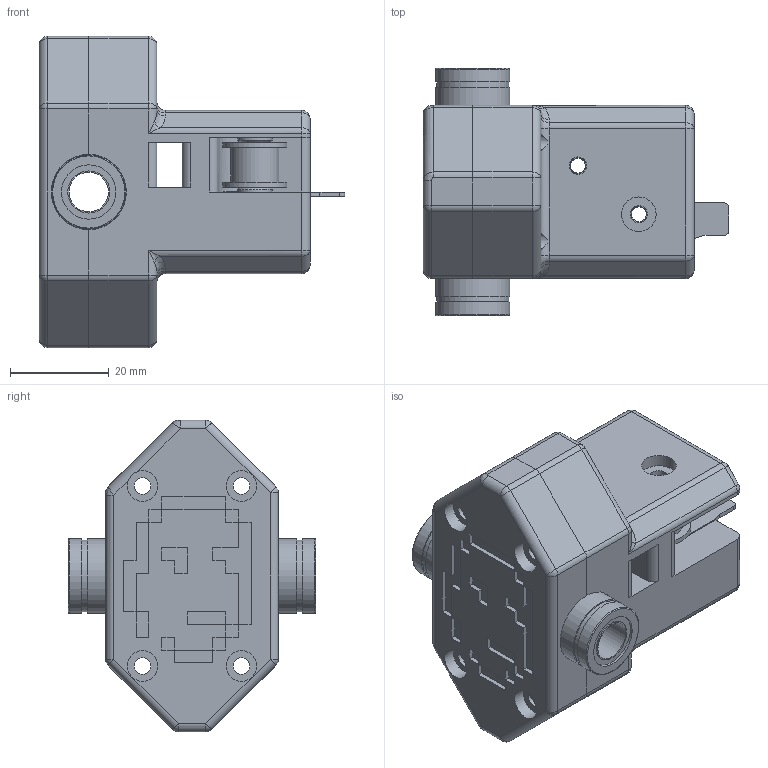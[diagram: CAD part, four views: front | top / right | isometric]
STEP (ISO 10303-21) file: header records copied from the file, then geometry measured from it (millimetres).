
FILE_DESCRIPTION(/* description */ (''),/* implementation_level */ '2;1');
FILE_NAME(/* name */ 'CARRO_Y_16T.step',/* time_stamp */ '2024-10-08T10:15:17-03:00',/* author */ (''),/* organization */ (''),/* preprocessor_version */ 'ST-DEVELOPER v20',/* originating_system */ 'Autodesk Translation Framework v13.20.0.188',/* authorisation */ '');
FILE_SCHEMA (('AUTOMOTIVE_DESIGN { 1 0 10303 214 3 1 1 }'));
Length unit declared in the file: millimetre
Products named in the file (4): CARRO_Y_16T; LM8UU ; POWGE 2GT idler 16T B3; POWGE 2GT pulley 16T B3
Assembly tree (4 placements, depth 2):
  CARRO_Y_16T
    LM8UU   x2
    POWGE 2GT idler 16T B3
    POWGE 2GT pulley 16T B3
Bounding box: 61.75 x 50 x 63 mm (x, y, z)
Volume: 65637.1 mm3; surface area: 26439 mm2
Topology: 7 solids, 7 shells, 449 faces, 1048 edges, 640 vertices
Faces by surface type: cylinder 213, plane 184, sphere 22, torus 16, bspline 10, cone 4
Full cylindrical faces by diameter (mm): 3 x4, 3.4 x8, 3.5 x5, 3.7 x2, 5 x2, 5.4 x2, 5.5 x1, 6 x2, 6.2 x4, 7 x5, 7.4 x2, 7.5 x1, 8 x4, 8.2 x2, 8.5 x4, 9.75 x1, 11 x4, 13 x4, 14.5 x4, 15 x6
Entity records: 12757 total; most frequent: DIRECTION 2309, CARTESIAN_POINT 2278, ORIENTED_EDGE 2016, EDGE_CURVE 1008, AXIS2_PLACEMENT_3D 879, VERTEX_POINT 616, LINE 551, VECTOR 551
